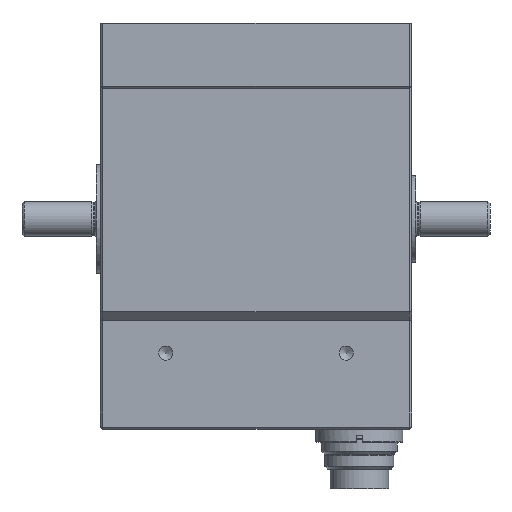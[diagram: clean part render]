
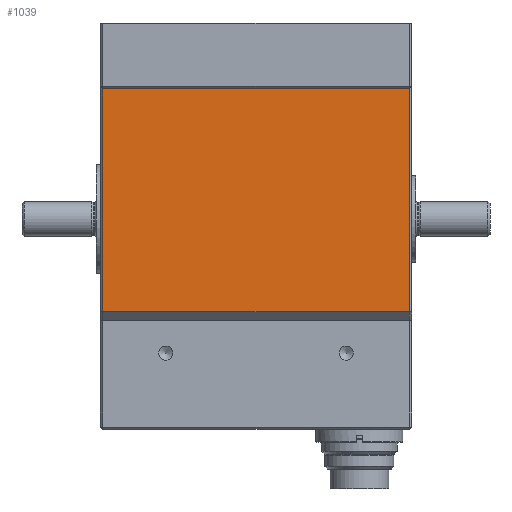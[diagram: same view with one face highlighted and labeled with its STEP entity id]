
A CAD part, front view. The second image highlights one B-rep face of the part: STEP entity #1039.
In plain terms, the highlighted face is planar.
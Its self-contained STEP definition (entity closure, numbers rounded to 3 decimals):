
#1039 = ADVANCED_FACE( '', ( #2216 ), #2217, .T. );
#2216 = FACE_OUTER_BOUND( '', #4033, .T. );
#2217 = PLANE( '', #4034 );
#4033 = EDGE_LOOP( '', ( #5904, #5905, #5906, #5907 ) );
#4034 = AXIS2_PLACEMENT_3D( '', #5908, #5909, #5910 );
#5904 = ORIENTED_EDGE( '', *, *, #9478, .T. );
#5905 = ORIENTED_EDGE( '', *, *, #9479, .T. );
#5906 = ORIENTED_EDGE( '', *, *, #9480, .F. );
#5907 = ORIENTED_EDGE( '', *, *, #9451, .T. );
#5908 = CARTESIAN_POINT( '', ( 22., 71.5, 15. ) );
#5909 = DIRECTION( '', ( 1., 0., 0. ) );
#5910 = DIRECTION( '', ( 0., 0., -1. ) );
#9451 = EDGE_CURVE( '', #10786, #10784, #10787, .T. );
#9478 = EDGE_CURVE( '', #10784, #10835, #10836, .T. );
#9479 = EDGE_CURVE( '', #10835, #10837, #10838, .T. );
#9480 = EDGE_CURVE( '', #10786, #10837, #10839, .T. );
#10784 = VERTEX_POINT( '', #12721 );
#10786 = VERTEX_POINT( '', #12724 );
#10787 = LINE( '', #12725, #12726 );
#10835 = VERTEX_POINT( '', #12782 );
#10836 = LINE( '', #12783, #12784 );
#10837 = VERTEX_POINT( '', #12785 );
#10838 = LINE( '', #12786, #12787 );
#10839 = LINE( '', #12788, #12789 );
#12721 = CARTESIAN_POINT( '', ( 22., 71., 66.3 ) );
#12724 = CARTESIAN_POINT( '', ( 22., 71., 15. ) );
#12725 = CARTESIAN_POINT( '', ( 22., 71., 66.3 ) );
#12726 = VECTOR( '', #15078, 1000. );
#12782 = CARTESIAN_POINT( '', ( 22., 0.5, 66.3 ) );
#12783 = CARTESIAN_POINT( '', ( 22., 71.5, 66.3 ) );
#12784 = VECTOR( '', #15129, 1000. );
#12785 = CARTESIAN_POINT( '', ( 22., 0.5, 15. ) );
#12786 = CARTESIAN_POINT( '', ( 22., 0.5, 15. ) );
#12787 = VECTOR( '', #15130, 1000. );
#12788 = CARTESIAN_POINT( '', ( 22., 71.5, 15. ) );
#12789 = VECTOR( '', #15131, 1000. );
#15078 = DIRECTION( '', ( 0., 0., 1. ) );
#15129 = DIRECTION( '', ( 0., -1., 0. ) );
#15130 = DIRECTION( '', ( 0., 0., -1. ) );
#15131 = DIRECTION( '', ( 0., -1., 0. ) );
